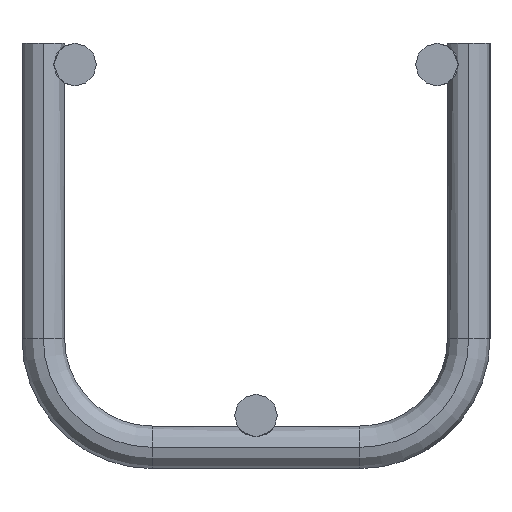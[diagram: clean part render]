
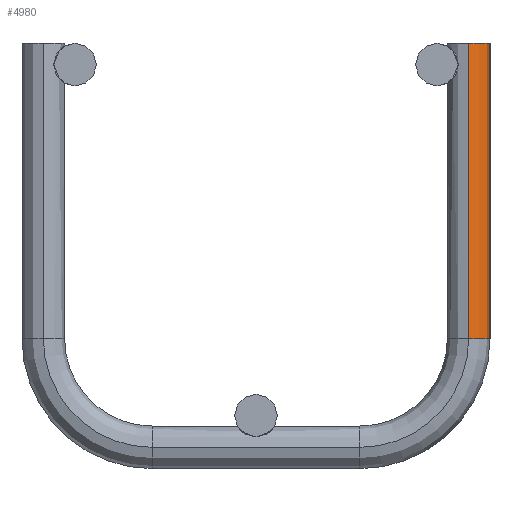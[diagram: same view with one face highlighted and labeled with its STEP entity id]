
A CAD part, left-side view. The second image highlights one B-rep face of the part: STEP entity #4980.
In plain terms, the highlighted cylindrical face has radius 1.95 mm (diameter 3.9 mm), a partial arc.
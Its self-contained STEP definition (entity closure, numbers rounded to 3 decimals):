
#4285=AXIS2_PLACEMENT_3D('Cylinder Axis2P3D',#4282,#4283,#4284) ;
#4966=AXIS2_PLACEMENT_3D('Circle Axis2P3D',#4964,#4965,$) ;
#4971=AXIS2_PLACEMENT_3D('Circle Axis2P3D',#4969,#4970,$) ;
#4282=CARTESIAN_POINT('Axis2P3D Location',(-3000.,-19.45,21.5)) ;
#4291=CARTESIAN_POINT('Vertex',(-3001.95,-19.45,35.)) ;
#4293=CARTESIAN_POINT('Vertex',(-2998.05,-19.45,35.)) ;
#4296=CARTESIAN_POINT('Line Origine',(-2998.05,-19.45,21.5)) ;
#4300=CARTESIAN_POINT('Vertex',(-2998.05,-19.45,8.)) ;
#4307=CARTESIAN_POINT('Vertex',(-3001.95,-19.45,8.)) ;
#4310=CARTESIAN_POINT('Line Origine',(-3001.95,-19.45,21.5)) ;
#4964=CARTESIAN_POINT('Axis2P3D Location',(-3000.,-19.45,35.)) ;
#4969=CARTESIAN_POINT('Axis2P3D Location',(-3000.,-19.45,8.)) ;
#4283=DIRECTION('Axis2P3D Direction',(0.,0.,-1.)) ;
#4284=DIRECTION('Axis2P3D XDirection',(-1.,0.,0.)) ;
#4297=DIRECTION('Vector Direction',(0.,0.,-1.)) ;
#4311=DIRECTION('Vector Direction',(0.,0.,-1.)) ;
#4965=DIRECTION('Axis2P3D Direction',(0.,0.,-1.)) ;
#4970=DIRECTION('Axis2P3D Direction',(0.,0.,-1.)) ;
#4298=VECTOR('Line Direction',#4297,1.) ;
#4312=VECTOR('Line Direction',#4311,1.) ;
#4975=ORIENTED_EDGE('',*,*,#4968,.T.) ;
#4976=ORIENTED_EDGE('',*,*,#4314,.F.) ;
#4977=ORIENTED_EDGE('',*,*,#4973,.F.) ;
#4978=ORIENTED_EDGE('',*,*,#4302,.T.) ;
#4980=ADVANCED_FACE('TXF35 ADX',(#4979),#4286,.T.) ;
#4967=CIRCLE('generated circle',#4966,1.95) ;
#4972=CIRCLE('generated circle',#4971,1.95) ;
#4286=CYLINDRICAL_SURFACE('generated cylinder',#4285,1.95) ;
#4302=EDGE_CURVE('',#4301,#4294,#4299,.F.) ;
#4314=EDGE_CURVE('',#4308,#4292,#4313,.F.) ;
#4968=EDGE_CURVE('',#4294,#4292,#4967,.T.) ;
#4973=EDGE_CURVE('',#4301,#4308,#4972,.T.) ;
#4974=EDGE_LOOP('',(#4975,#4976,#4977,#4978)) ;
#4979=FACE_OUTER_BOUND('',#4974,.T.) ;
#4299=LINE('Line',#4296,#4298) ;
#4313=LINE('Line',#4310,#4312) ;
#4292=VERTEX_POINT('',#4291) ;
#4294=VERTEX_POINT('',#4293) ;
#4301=VERTEX_POINT('',#4300) ;
#4308=VERTEX_POINT('',#4307) ;
